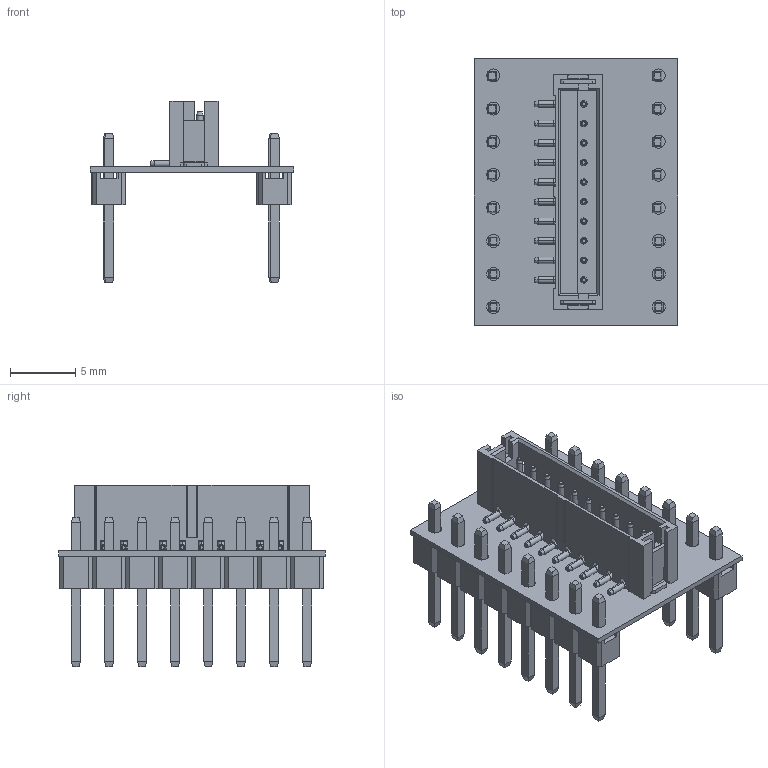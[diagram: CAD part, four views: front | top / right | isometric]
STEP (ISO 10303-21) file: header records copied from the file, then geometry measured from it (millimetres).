
FILE_DESCRIPTION(('Open CASCADE Model'),'2;1');
FILE_NAME('Open CASCADE Shape Model','2022-04-18T22:35:12',('Author'),( 'Open CASCADE'),'Open CASCADE STEP processor 6.8','Open CASCADE 6.8' ,'Unknown');
FILE_SCHEMA(('AUTOMOTIVE_DESIGN { 1 0 10303 214 1 1 1 1 }'));
Length unit declared in the file: millimetre
Products named in the file (13): PCB; Board; Open CASCADE STEP translator 6.8 5.1.1; ZH1; ZH1.5-LS-10P; ZH1.5-LS-竘褐; LOGO?0.25; J2; HDR2.54-1P; LOGO?; J1
Assembly tree (36 placements, depth 4):
  PCB
    Board
      Open CASCADE STEP translator 6.8 5.1.1
    ZH1
      ZH1.5-LS-10P
        ZH1.5-LS-竘褐  x10
        LOGO?0.25
        ZH1.5-LS-10P
    J2
      HDR2.54-1P  x8
        HDR2.54-1P
        LOGO?
    J1
      HDR2.54-1P  x8
        HDR2.54-1P
        LOGO?
Bounding box: 15.6 x 20.45 x 13.96 mm (x, y, z)
Volume: 583.3 mm3; surface area: 2354.3 mm2
Topology: 268 solids, 268 shells, 2657 faces, 5965 edges, 3872 vertices
Faces by surface type: plane 1656, bspline 493, cylinder 368, torus 100, cone 40
Full cylindrical faces by diameter (mm): 1 x16
Entity records: 16720 total; most frequent: CARTESIAN_POINT 3177, ORIENTED_EDGE 2144, DIRECTION 1950, EDGE_CURVE 1072, LINE 788, VECTOR 788, VERTEX_POINT 704, AXIS2_PLACEMENT_3D 581
